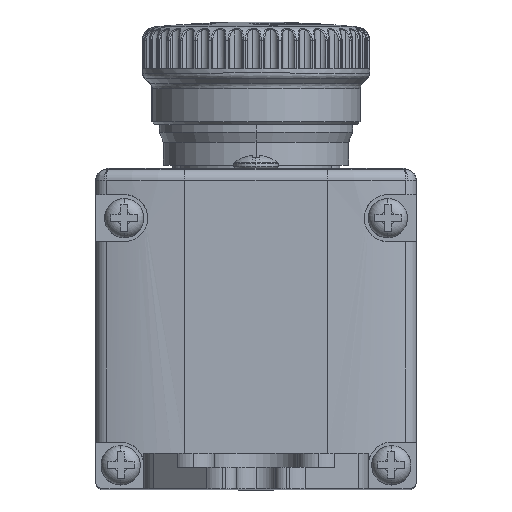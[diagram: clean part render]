
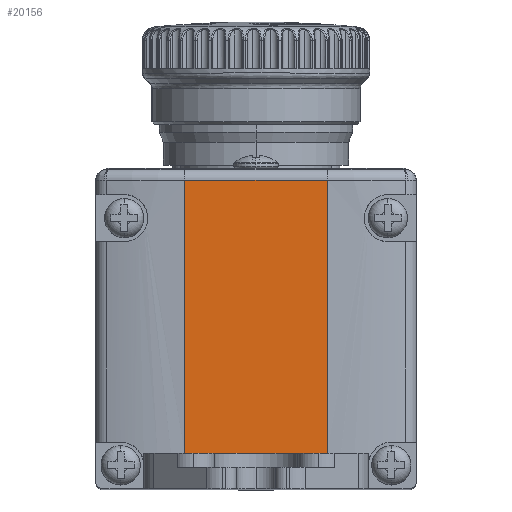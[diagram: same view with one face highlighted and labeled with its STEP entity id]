
A CAD part, top view. The second image highlights one B-rep face of the part: STEP entity #20156.
In plain terms, the highlighted planar face has unit normal (0, 0, 1).
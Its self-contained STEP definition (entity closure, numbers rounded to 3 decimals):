
#35 = EDGE_CURVE ( 'NONE', #24315, #24267, #21161, .T. ) ;
#76 = EDGE_CURVE ( 'NONE', #24267, #5848, #21362, .T. ) ;
#79 = EDGE_CURVE ( 'NONE', #24315, #5882, #21372, .T. ) ;
#4022 = AXIS2_PLACEMENT_3D ( 'NONE', #6451, #6485, #6486 ) ;
#5848 = VERTEX_POINT ( 'NONE', #21654 ) ;
#5882 = VERTEX_POINT ( 'NONE', #21688 ) ;
#6451 = CARTESIAN_POINT ( 'NONE',  ( 22.5, 45., 38.5 ) ) ;
#6452 = FACE_OUTER_BOUND ( 'NONE', #17363, .T. ) ;
#6482 = PLANE ( 'NONE',  #4022 ) ;
#6485 = DIRECTION ( 'NONE',  ( 0., 0., 1. ) ) ;
#6486 = DIRECTION ( 'NONE',  ( 1., 0., 0. ) ) ;
#11340 = EDGE_CURVE ( 'NONE', #5848, #5882, #21818, .T. ) ;
#12979 = CARTESIAN_POINT ( 'NONE',  ( 10., 5., 38.5 ) ) ;
#13027 = CARTESIAN_POINT ( 'NONE',  ( -10., 5., 38.5 ) ) ;
#13607 = VECTOR ( 'NONE', #21172, 1000. ) ;
#13655 = VECTOR ( 'NONE', #21366, 1000. ) ;
#13658 = VECTOR ( 'NONE', #21383, 1000. ) ;
#14083 = VECTOR ( 'NONE', #21820, 1000. ) ;
#17363 = EDGE_LOOP ( 'NONE', ( #17656, #17657, #17658, #17659 ) ) ;
#17656 = ORIENTED_EDGE ( 'NONE', *, *, #79, .F. ) ;
#17657 = ORIENTED_EDGE ( 'NONE', *, *, #35, .T. ) ;
#17658 = ORIENTED_EDGE ( 'NONE', *, *, #76, .T. ) ;
#17659 = ORIENTED_EDGE ( 'NONE', *, *, #11340, .T. ) ;
#20156 = ADVANCED_FACE ( 'NONE', ( #6452 ), #6482, .T. ) ;
#21161 = LINE ( 'NONE', #21170, #13607 ) ;
#21170 = CARTESIAN_POINT ( 'NONE',  ( 22.5, 5., 38.5 ) ) ;
#21172 = DIRECTION ( 'NONE',  ( 1., 0., 0. ) ) ;
#21354 = CARTESIAN_POINT ( 'NONE',  ( 10., 0., 38.5 ) ) ;
#21362 = LINE ( 'NONE', #21354, #13655 ) ;
#21366 = DIRECTION ( 'NONE',  ( 0., 1., 0. ) ) ;
#21372 = LINE ( 'NONE', #21381, #13658 ) ;
#21381 = CARTESIAN_POINT ( 'NONE',  ( -10., 0., 38.5 ) ) ;
#21383 = DIRECTION ( 'NONE',  ( 0., 1., 0. ) ) ;
#21654 = CARTESIAN_POINT ( 'NONE',  ( 10., 43.349, 38.5 ) ) ;
#21688 = CARTESIAN_POINT ( 'NONE',  ( -10., 43.349, 38.5 ) ) ;
#21818 = LINE ( 'NONE', #21819, #14083 ) ;
#21819 = CARTESIAN_POINT ( 'NONE',  ( 22.5, 43.349, 38.5 ) ) ;
#21820 = DIRECTION ( 'NONE',  ( -1., 0., 0. ) ) ;
#24267 = VERTEX_POINT ( 'NONE', #12979 ) ;
#24315 = VERTEX_POINT ( 'NONE', #13027 ) ;
